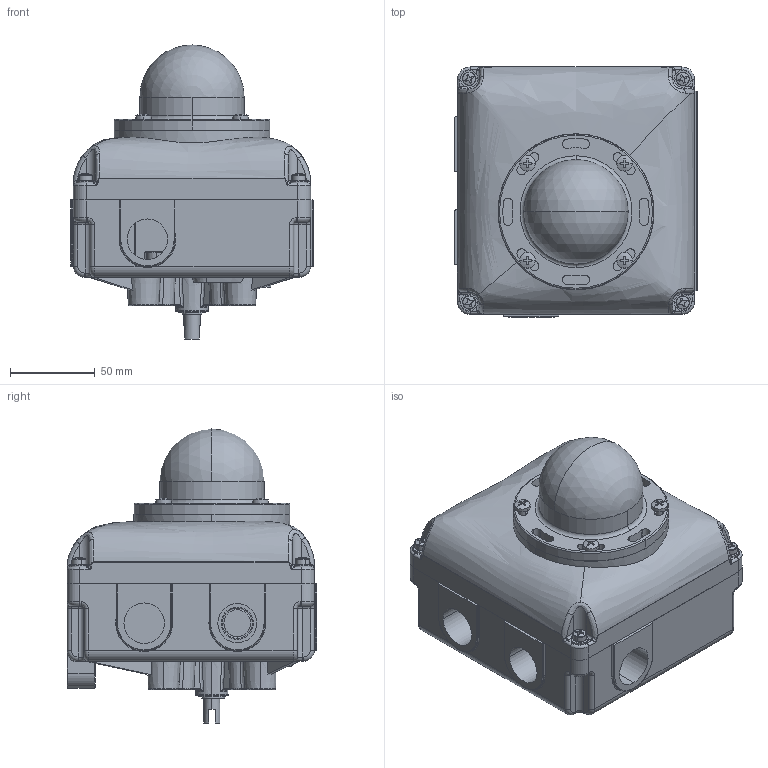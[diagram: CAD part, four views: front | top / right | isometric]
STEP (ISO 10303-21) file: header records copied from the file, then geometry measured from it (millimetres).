
FILE_DESCRIPTION (( 'STEP AP214' ), '1' );
FILE_NAME ('PSPM med Dome och Turnexspindel_151013.STEP', '2015-10-13T12:51:01', ( '' ), ( '' ), 'SwSTEP 2.0', 'SolidWorks 2015', '' );
FILE_SCHEMA (( 'AUTOMOTIVE_DESIGN' ));
Length unit declared in the file: millimetre
Products named in the file (1): PSPM med Dome och Turnexspindel_151013
Bounding box: 143 x 147.5 x 173.54 mm (x, y, z)
Volume: 546483 mm3; surface area: 242442.5 mm2
Topology: 33 solids, 43 shells, 1997 faces, 4794 edges, 2886 vertices
Faces by surface type: cylinder 769, plane 478, torus 305, cone 225, bspline 185, sphere 35
Entity records: 131503 total; most frequent: CARTESIAN_POINT 84989, DIRECTION 10244, ORIENTED_EDGE 9434, EDGE_CURVE 4717, AXIS2_PLACEMENT_3D 4290, VERTEX_POINT 2886, CIRCLE 2477, EDGE_LOOP 2149
